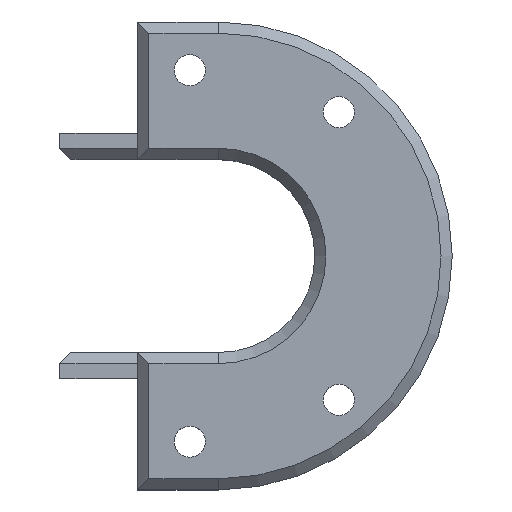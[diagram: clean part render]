
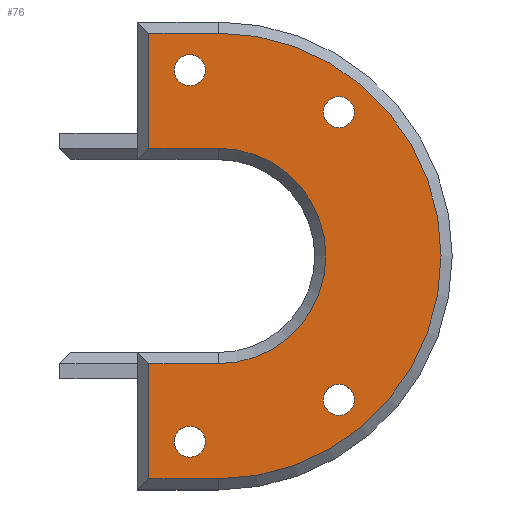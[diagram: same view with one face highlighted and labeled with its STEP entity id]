
A CAD part, top view. The second image highlights one B-rep face of the part: STEP entity #76.
In plain terms, the highlighted planar face has unit normal (0, 0, 1).
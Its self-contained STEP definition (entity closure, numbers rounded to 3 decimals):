
#76 = ADVANCED_FACE( '', ( #197, #198, #199, #200, #201 ), #202, .T. );
#197 = FACE_OUTER_BOUND( '', #372, .T. );
#198 = FACE_BOUND( '', #373, .T. );
#199 = FACE_BOUND( '', #374, .T. );
#200 = FACE_BOUND( '', #375, .T. );
#201 = FACE_BOUND( '', #376, .T. );
#202 = PLANE( '', #377 );
#372 = EDGE_LOOP( '', ( #541, #542, #543, #544, #545, #546, #547, #548 ) );
#373 = EDGE_LOOP( '', ( #549 ) );
#374 = EDGE_LOOP( '', ( #550 ) );
#375 = EDGE_LOOP( '', ( #551 ) );
#376 = EDGE_LOOP( '', ( #552 ) );
#377 = AXIS2_PLACEMENT_3D( '', #553, #554, #555 );
#541 = ORIENTED_EDGE( '', *, *, #997, .T. );
#542 = ORIENTED_EDGE( '', *, *, #998, .T. );
#543 = ORIENTED_EDGE( '', *, *, #999, .T. );
#544 = ORIENTED_EDGE( '', *, *, #1000, .T. );
#545 = ORIENTED_EDGE( '', *, *, #1001, .T. );
#546 = ORIENTED_EDGE( '', *, *, #1002, .T. );
#547 = ORIENTED_EDGE( '', *, *, #1003, .T. );
#548 = ORIENTED_EDGE( '', *, *, #1004, .T. );
#549 = ORIENTED_EDGE( '', *, *, #1005, .F. );
#550 = ORIENTED_EDGE( '', *, *, #1006, .F. );
#551 = ORIENTED_EDGE( '', *, *, #1007, .F. );
#552 = ORIENTED_EDGE( '', *, *, #1008, .F. );
#553 = CARTESIAN_POINT( '', ( 0., 0., 8. ) );
#554 = DIRECTION( '', ( 0., 0., 1. ) );
#555 = DIRECTION( '', ( 1., 0., 0. ) );
#997 = EDGE_CURVE( '', #1173, #1174, #1175, .T. );
#998 = EDGE_CURVE( '', #1174, #1176, #1177, .T. );
#999 = EDGE_CURVE( '', #1176, #1178, #1179, .T. );
#1000 = EDGE_CURVE( '', #1178, #1180, #1181, .T. );
#1001 = EDGE_CURVE( '', #1180, #1182, #1183, .T. );
#1002 = EDGE_CURVE( '', #1182, #1184, #1185, .T. );
#1003 = EDGE_CURVE( '', #1184, #1186, #1187, .F. );
#1004 = EDGE_CURVE( '', #1186, #1173, #1188, .T. );
#1005 = EDGE_CURVE( '', #1189, #1189, #1190, .T. );
#1006 = EDGE_CURVE( '', #1191, #1191, #1192, .T. );
#1007 = EDGE_CURVE( '', #1193, #1193, #1194, .T. );
#1008 = EDGE_CURVE( '', #1195, #1195, #1196, .T. );
#1173 = VERTEX_POINT( '', #1427 );
#1174 = VERTEX_POINT( '', #1428 );
#1175 = LINE( '', #1429, #1430 );
#1176 = VERTEX_POINT( '', #1431 );
#1177 = LINE( '', #1432, #1433 );
#1178 = VERTEX_POINT( '', #1434 );
#1179 = CIRCLE( '', #1435, 60. );
#1180 = VERTEX_POINT( '', #1436 );
#1181 = LINE( '', #1437, #1438 );
#1182 = VERTEX_POINT( '', #1439 );
#1183 = LINE( '', #1440, #1441 );
#1184 = VERTEX_POINT( '', #1442 );
#1185 = LINE( '', #1443, #1444 );
#1186 = VERTEX_POINT( '', #1445 );
#1187 = CIRCLE( '', #1446, 29. );
#1188 = LINE( '', #1447, #1448 );
#1189 = VERTEX_POINT( '', #1449 );
#1190 = CIRCLE( '', #1450, 4.188 );
#1191 = VERTEX_POINT( '', #1451 );
#1192 = CIRCLE( '', #1452, 4.188 );
#1193 = VERTEX_POINT( '', #1453 );
#1194 = CIRCLE( '', #1454, 4.188 );
#1195 = VERTEX_POINT( '', #1455 );
#1196 = CIRCLE( '', #1456, 4.188 );
#1427 = CARTESIAN_POINT( '', ( -18.65, -29., 8. ) );
#1428 = CARTESIAN_POINT( '', ( -18.65, -60., 8. ) );
#1429 = CARTESIAN_POINT( '', ( -18.65, -63., 8. ) );
#1430 = VECTOR( '', #1782, 1000. );
#1431 = CARTESIAN_POINT( '', ( 0., -60., 8. ) );
#1432 = CARTESIAN_POINT( '', ( 0., -60., 8. ) );
#1433 = VECTOR( '', #1783, 1000. );
#1434 = CARTESIAN_POINT( '', ( 0., 60., 8. ) );
#1435 = AXIS2_PLACEMENT_3D( '', #1784, #1785, #1786 );
#1436 = CARTESIAN_POINT( '', ( -18.65, 60., 8. ) );
#1437 = CARTESIAN_POINT( '', ( 0., 60., 8. ) );
#1438 = VECTOR( '', #1787, 1000. );
#1439 = CARTESIAN_POINT( '', ( -18.65, 29., 8. ) );
#1440 = CARTESIAN_POINT( '', ( -18.65, 26., 8. ) );
#1441 = VECTOR( '', #1788, 1000. );
#1442 = CARTESIAN_POINT( '', ( 0., 29., 8. ) );
#1443 = CARTESIAN_POINT( '', ( 0., 29., 8. ) );
#1444 = VECTOR( '', #1789, 1000. );
#1445 = CARTESIAN_POINT( '', ( 0., -29., 8. ) );
#1446 = AXIS2_PLACEMENT_3D( '', #1790, #1791, #1792 );
#1447 = CARTESIAN_POINT( '', ( -21.65, -29., 8. ) );
#1448 = VECTOR( '', #1793, 1000. );
#1449 = CARTESIAN_POINT( '', ( -7.65, 54.188, 8. ) );
#1450 = AXIS2_PLACEMENT_3D( '', #1794, #1795, #1796 );
#1451 = CARTESIAN_POINT( '', ( 32.513, 42.936, 8. ) );
#1452 = AXIS2_PLACEMENT_3D( '', #1797, #1798, #1799 );
#1453 = CARTESIAN_POINT( '', ( 32.513, -34.56, 8. ) );
#1454 = AXIS2_PLACEMENT_3D( '', #1800, #1801, #1802 );
#1455 = CARTESIAN_POINT( '', ( -7.65, -45.812, 8. ) );
#1456 = AXIS2_PLACEMENT_3D( '', #1803, #1804, #1805 );
#1782 = DIRECTION( '', ( 0., -1., 0. ) );
#1783 = DIRECTION( '', ( 1., 0., 0. ) );
#1784 = CARTESIAN_POINT( '', ( 0., 0., 8. ) );
#1785 = DIRECTION( '', ( 0., 0., 1. ) );
#1786 = DIRECTION( '', ( 1., 0., 0. ) );
#1787 = DIRECTION( '', ( -1., 0., 0. ) );
#1788 = DIRECTION( '', ( 0., -1., 0. ) );
#1789 = DIRECTION( '', ( 1., 0., 0. ) );
#1790 = CARTESIAN_POINT( '', ( 0., 0., 8. ) );
#1791 = DIRECTION( '', ( 0., 0., 1. ) );
#1792 = DIRECTION( '', ( 1., 0., 0. ) );
#1793 = DIRECTION( '', ( -1., 0., 0. ) );
#1794 = CARTESIAN_POINT( '', ( -7.65, 50., 8. ) );
#1795 = DIRECTION( '', ( 0., 0., 1. ) );
#1796 = DIRECTION( '', ( 0., 1., 0. ) );
#1797 = CARTESIAN_POINT( '', ( 32.513, 38.748, 8. ) );
#1798 = DIRECTION( '', ( 0., 0., 1. ) );
#1799 = DIRECTION( '', ( 0., 1., 0. ) );
#1800 = CARTESIAN_POINT( '', ( 32.513, -38.748, 8. ) );
#1801 = DIRECTION( '', ( 0., 0., 1. ) );
#1802 = DIRECTION( '', ( 0., 1., 0. ) );
#1803 = CARTESIAN_POINT( '', ( -7.65, -50., 8. ) );
#1804 = DIRECTION( '', ( 0., 0., 1. ) );
#1805 = DIRECTION( '', ( 0., 1., 0. ) );
